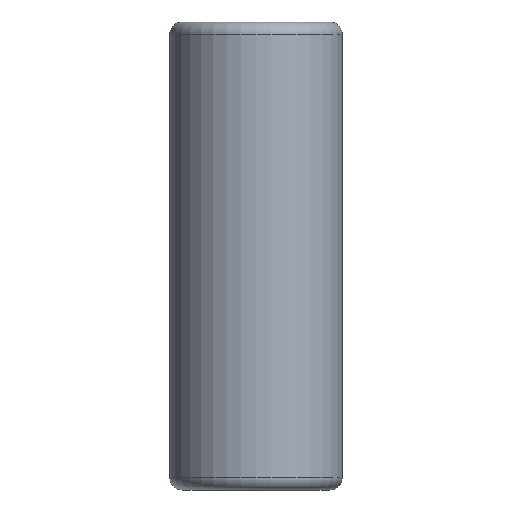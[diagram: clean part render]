
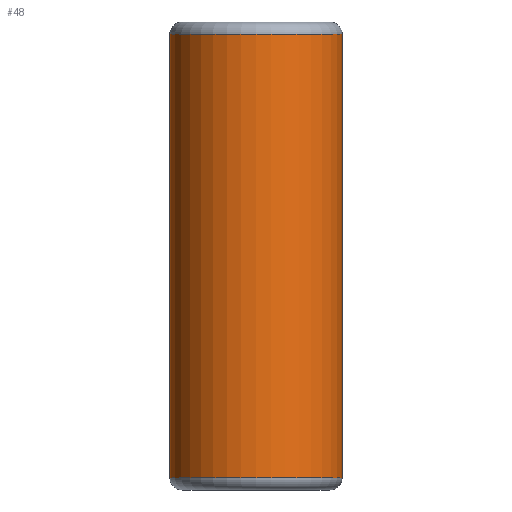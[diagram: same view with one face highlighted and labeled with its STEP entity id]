
A CAD part, front view. The second image highlights one B-rep face of the part: STEP entity #48.
In plain terms, the highlighted cylindrical face has radius 10.5 mm (diameter 21 mm), a full revolution.
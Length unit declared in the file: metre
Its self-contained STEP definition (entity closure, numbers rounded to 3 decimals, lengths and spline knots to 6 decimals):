
#48 = ADVANCED_FACE( '', ( #59, #60 ), #61, .T. );
#59 = FACE_OUTER_BOUND( '', #77, .T. );
#60 = FACE_OUTER_BOUND( '', #78, .T. );
#61 = CYLINDRICAL_SURFACE( '', #79, 0.0105 );
#77 = EDGE_LOOP( '', ( #99 ) );
#78 = EDGE_LOOP( '', ( #100 ) );
#79 = AXIS2_PLACEMENT_3D( '', #101, #102, #103 );
#99 = ORIENTED_EDGE( '', *, *, #123, .T. );
#100 = ORIENTED_EDGE( '', *, *, #124, .T. );
#101 = CARTESIAN_POINT( '', ( 0., 0., 0.057 ) );
#102 = DIRECTION( '', ( 0., 0., 1. ) );
#103 = DIRECTION( '', ( -1., 0., 0. ) );
#123 = EDGE_CURVE( '', #133, #133, #134, .T. );
#124 = EDGE_CURVE( '', #135, #135, #136, .F. );
#133 = VERTEX_POINT( '', #145 );
#134 = CIRCLE( '', #146, 0.0105 );
#135 = VERTEX_POINT( '', #147 );
#136 = CIRCLE( '', #148, 0.0105 );
#145 = CARTESIAN_POINT( '', ( 0.0105, 0., 0.0015 ) );
#146 = AXIS2_PLACEMENT_3D( '', #161, #162, #163 );
#147 = CARTESIAN_POINT( '', ( 0.0105, 0., 0.0555 ) );
#148 = AXIS2_PLACEMENT_3D( '', #164, #165, #166 );
#161 = CARTESIAN_POINT( '', ( 0., 0., 0.0015 ) );
#162 = DIRECTION( '', ( 0., 0., 1. ) );
#163 = DIRECTION( '', ( 1., 0., 0. ) );
#164 = CARTESIAN_POINT( '', ( 0., 0., 0.0555 ) );
#165 = DIRECTION( '', ( 0., 0., 1. ) );
#166 = DIRECTION( '', ( 1., 0., 0. ) );
